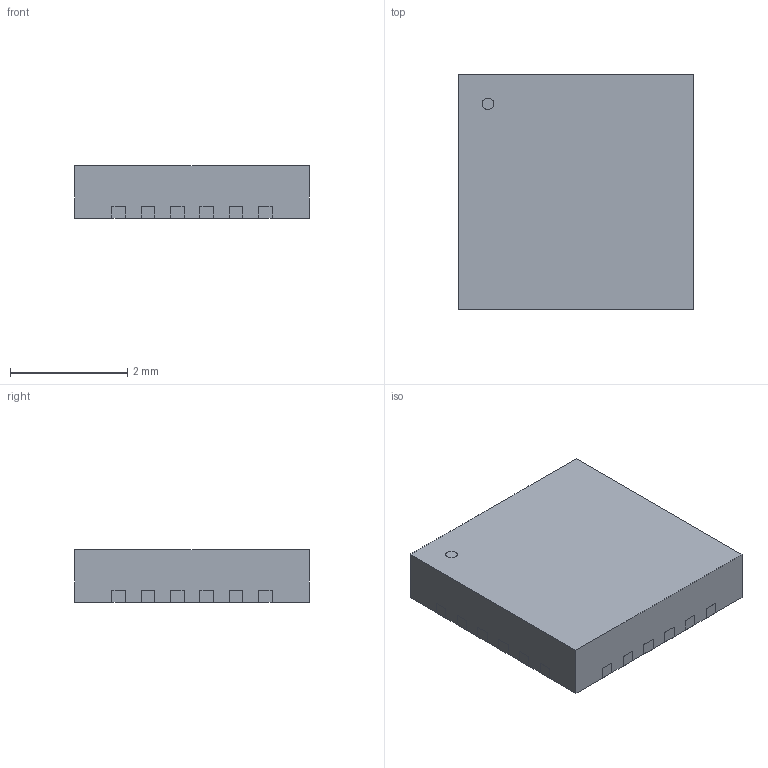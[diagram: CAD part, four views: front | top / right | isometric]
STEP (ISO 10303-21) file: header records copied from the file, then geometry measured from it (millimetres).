
FILE_DESCRIPTION(('FreeCAD Model'),'2;1');
FILE_NAME('User Library-QFN 24 4x4.step', '2017-05-31T14:07:01',('kicad StepUp'),('ksu MCAD'), 'Open CASCADE STEP processor 6.8','FreeCAD','Unknown');
FILE_SCHEMA(('AUTOMOTIVE_DESIGN_CC2 { 1 2 10303 214 -1 1 5 4 }'));
Length unit declared in the file: millimetre
Products named in the file (2): ASSEMBLY; User_Library-QFN_24_4x4
Assembly tree (1 placements, depth 2):
  ASSEMBLY
    User_Library-QFN_24_4x4
Bounding box: 4 x 4 x 0.9 mm (x, y, z)
Volume: 14.4 mm3; surface area: 46.5 mm2
Topology: 1 solids, 1 shells, 207 faces, 537 edges, 334 vertices
Faces by surface type: plane 205, cylinder 2
Entity records: 7580 total; most frequent: CARTESIAN_POINT 1080, ORIENTED_EDGE 1074, DIRECTION 959, EDGE_CURVE 537, LINE 533, VECTOR 533, VERTEX_POINT 334, AXIS2_PLACEMENT_3D 213
